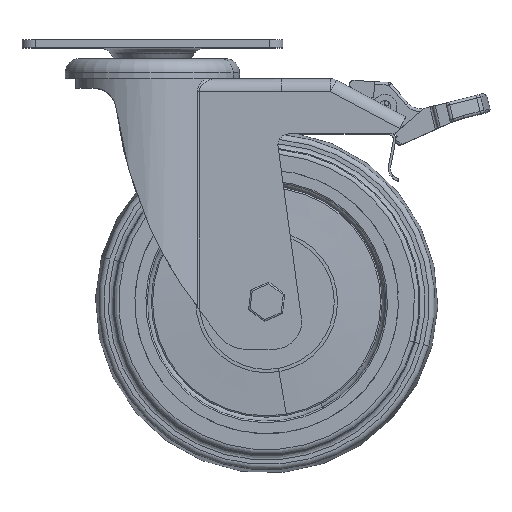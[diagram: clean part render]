
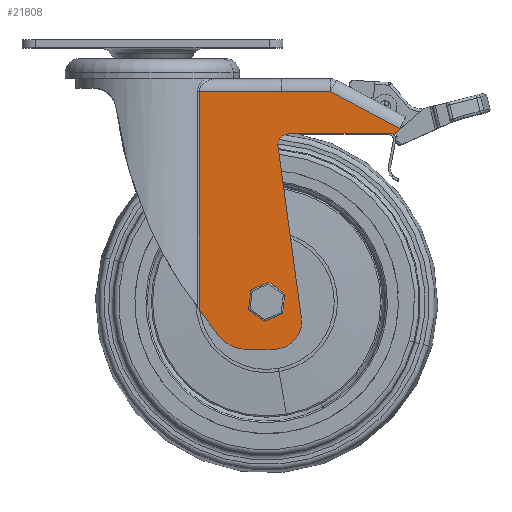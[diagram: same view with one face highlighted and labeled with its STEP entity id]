
A CAD part, top view. The second image highlights one B-rep face of the part: STEP entity #21808.
In plain terms, the highlighted planar face has unit normal (0, 0, 1).
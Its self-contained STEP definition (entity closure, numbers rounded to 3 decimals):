
#765 = EDGE_CURVE ( 'NONE', #11455, #20293, #882, .T. ) ;
#882 = LINE ( 'NONE', #16334, #20215 ) ;
#1068 = VERTEX_POINT ( 'NONE', #15285 ) ;
#1069 = LINE ( 'NONE', #18775, #25006 ) ;
#1149 = DIRECTION ( 'NONE',  ( 0., -1., 0. ) ) ;
#1372 = CARTESIAN_POINT ( 'NONE',  ( 41.6, 58.55, 22.5 ) ) ;
#1380 = EDGE_LOOP ( 'NONE', ( #24466, #14942 ) ) ;
#1482 = DIRECTION ( 'NONE',  ( 0.588, -0.809, 0. ) ) ;
#1527 = CARTESIAN_POINT ( 'NONE',  ( 50.478, 119.708, 22.5 ) ) ;
#1697 = EDGE_CURVE ( 'NONE', #6461, #11455, #28674, .T. ) ;
#2495 = DIRECTION ( 'NONE',  ( 1., 0., 0. ) ) ;
#2785 = LINE ( 'NONE', #9190, #11934 ) ;
#2853 = VERTEX_POINT ( 'NONE', #16465 ) ;
#3121 = EDGE_CURVE ( 'NONE', #21880, #9499, #22848, .T. ) ;
#3445 = VERTEX_POINT ( 'NONE', #20534 ) ;
#3802 = CARTESIAN_POINT ( 'NONE',  ( -29.929, 124.437, 22.5 ) ) ;
#4649 = ORIENTED_EDGE ( 'NONE', *, *, #19260, .T. ) ;
#4761 = EDGE_CURVE ( 'NONE', #2853, #1068, #27814, .T. ) ;
#4901 = VECTOR ( 'NONE', #7582, 1000. ) ;
#5066 = CARTESIAN_POINT ( 'NONE',  ( 64.865, 139.026, 22.5 ) ) ;
#5552 = DIRECTION ( 'NONE',  ( 0., -1., 0. ) ) ;
#5767 = DIRECTION ( 'NONE',  ( 0., -1., 0. ) ) ;
#5846 = CARTESIAN_POINT ( 'NONE',  ( 16.993, 59.836, 22.5 ) ) ;
#6068 = DIRECTION ( 'NONE',  ( 0., 0., -1. ) ) ;
#6162 = ORIENTED_EDGE ( 'NONE', *, *, #4761, .T. ) ;
#6461 = VERTEX_POINT ( 'NONE', #7817 ) ;
#6602 = PLANE ( 'NONE',  #25182 ) ;
#6739 = CARTESIAN_POINT ( 'NONE',  ( 11.1, 60.286, 22.5 ) ) ;
#7451 = CARTESIAN_POINT ( 'NONE',  ( 41.6, 62.5, 22.5 ) ) ;
#7582 = DIRECTION ( 'NONE',  ( 1., 0., 0. ) ) ;
#7630 = CARTESIAN_POINT ( 'NONE',  ( 45.706, 119.651, 22.5 ) ) ;
#7736 = CARTESIAN_POINT ( 'NONE',  ( -29.938, 124.421, 22.5 ) ) ;
#7817 = CARTESIAN_POINT ( 'NONE',  ( 44.326, 45.217, 22.5 ) ) ;
#7854 = VERTEX_POINT ( 'NONE', #22419 ) ;
#7952 = ORIENTED_EDGE ( 'NONE', *, *, #1697, .T. ) ;
#8120 = CARTESIAN_POINT ( 'NONE',  ( 16.993, 139.026, 22.5 ) ) ;
#8138 = CARTESIAN_POINT ( 'NONE',  ( 16.993, 60.286, 22.5 ) ) ;
#8488 = DIRECTION ( 'NONE',  ( 0., -1., 0. ) ) ;
#8957 = VECTOR ( 'NONE', #12880, 1000. ) ;
#9190 = CARTESIAN_POINT ( 'NONE',  ( 11.1, 139.026, 22.5 ) ) ;
#9462 = DIRECTION ( 'NONE',  ( 0., -1., 0. ) ) ;
#9499 = VERTEX_POINT ( 'NONE', #15097 ) ;
#9720 = DIRECTION ( 'NONE',  ( 0., 0., 1. ) ) ;
#9865 = ORIENTED_EDGE ( 'NONE', *, *, #765, .T. ) ;
#10024 = VERTEX_POINT ( 'NONE', #5066 ) ;
#10044 = LINE ( 'NONE', #8138, #11469 ) ;
#10101 = EDGE_CURVE ( 'NONE', #25872, #28032, #10386, .T. ) ;
#10117 = ORIENTED_EDGE ( 'NONE', *, *, #17365, .T. ) ;
#10386 = CIRCLE ( 'NONE', #20238, 3.95 ) ;
#10433 = DIRECTION ( 'NONE',  ( 0., 0., -1. ) ) ;
#10571 = CIRCLE ( 'NONE', #14314, 4. ) ;
#10799 = CIRCLE ( 'NONE', #25335, 3.953 ) ;
#10956 = FACE_OUTER_BOUND ( 'NONE', #15982, .T. ) ;
#11057 = CARTESIAN_POINT ( 'NONE',  ( 44.326, 55.217, 22.5 ) ) ;
#11105 = VERTEX_POINT ( 'NONE', #8120 ) ;
#11278 = CARTESIAN_POINT ( 'NONE',  ( 11.1, 139.026, 22.5 ) ) ;
#11414 = CARTESIAN_POINT ( 'NONE',  ( 54.218, 56.68, 22.5 ) ) ;
#11455 = VERTEX_POINT ( 'NONE', #11414 ) ;
#11469 = VECTOR ( 'NONE', #1149, 1000. ) ;
#11934 = VECTOR ( 'NONE', #2495, 1000. ) ;
#12327 = VERTEX_POINT ( 'NONE', #23122 ) ;
#12527 = AXIS2_PLACEMENT_3D ( 'NONE', #19921, #24605, #28884 ) ;
#12880 = DIRECTION ( 'NONE',  ( -1., 0., 0. ) ) ;
#12923 = ORIENTED_EDGE ( 'NONE', *, *, #19747, .T. ) ;
#13530 = ORIENTED_EDGE ( 'NONE', *, *, #21151, .T. ) ;
#14314 = AXIS2_PLACEMENT_3D ( 'NONE', #27916, #9720, #5767 ) ;
#14370 = EDGE_CURVE ( 'NONE', #7854, #6461, #1069, .T. ) ;
#14688 = CARTESIAN_POINT ( 'NONE',  ( 0., 123.651, 22.5 ) ) ;
#14942 = ORIENTED_EDGE ( 'NONE', *, *, #10101, .F. ) ;
#15076 = CARTESIAN_POINT ( 'NONE',  ( 47., 139.026, 22.5 ) ) ;
#15097 = CARTESIAN_POINT ( 'NONE',  ( 34.236, 45.217, 22.5 ) ) ;
#15285 = CARTESIAN_POINT ( 'NONE',  ( 86.547, 123.651, 22.5 ) ) ;
#15741 = EDGE_CURVE ( 'NONE', #11105, #24486, #10044, .T. ) ;
#15982 = EDGE_LOOP ( 'NONE', ( #4649, #13530, #19137, #24792, #26188, #10117, #12923, #18511, #23312, #19261, #7952, #9865, #27164, #18516, #6162 ) ) ;
#16334 = CARTESIAN_POINT ( 'NONE',  ( 41.308, 151.783, 22.5 ) ) ;
#16465 = CARTESIAN_POINT ( 'NONE',  ( 49.706, 123.651, 22.5 ) ) ;
#17365 = EDGE_CURVE ( 'NONE', #24486, #12327, #27832, .T. ) ;
#17423 = LINE ( 'NONE', #11278, #8957 ) ;
#17704 = FACE_BOUND ( 'NONE', #1380, .T. ) ;
#17953 = DIRECTION ( 'NONE',  ( 0., 0., 1. ) ) ;
#18093 = DIRECTION ( 'NONE',  ( 0., 0., 1. ) ) ;
#18109 = CARTESIAN_POINT ( 'NONE',  ( 34.236, 58.214, 22.5 ) ) ;
#18399 = VECTOR ( 'NONE', #20928, 1000. ) ;
#18511 = ORIENTED_EDGE ( 'NONE', *, *, #3121, .T. ) ;
#18516 = ORIENTED_EDGE ( 'NONE', *, *, #27617, .T. ) ;
#18520 = EDGE_CURVE ( 'NONE', #11105, #20163, #2785, .T. ) ;
#18635 = AXIS2_PLACEMENT_3D ( 'NONE', #22171, #28654, #20003 ) ;
#18775 = CARTESIAN_POINT ( 'NONE',  ( 0., 45.217, 22.5 ) ) ;
#18884 = EDGE_CURVE ( 'NONE', #9499, #7854, #20387, .T. ) ;
#18971 = CARTESIAN_POINT ( 'NONE',  ( 41.6, 66.45, 22.5 ) ) ;
#19137 = ORIENTED_EDGE ( 'NONE', *, *, #28923, .T. ) ;
#19260 = EDGE_CURVE ( 'NONE', #1068, #3445, #10571, .T. ) ;
#19261 = ORIENTED_EDGE ( 'NONE', *, *, #14370, .T. ) ;
#19322 = AXIS2_PLACEMENT_3D ( 'NONE', #11057, #18093, #22356 ) ;
#19747 = EDGE_CURVE ( 'NONE', #12327, #21880, #21536, .T. ) ;
#19921 = CARTESIAN_POINT ( 'NONE',  ( 41.6, 62.5, 22.5 ) ) ;
#19973 = DIRECTION ( 'NONE',  ( 0., -1., 0. ) ) ;
#20003 = DIRECTION ( 'NONE',  ( 0., -1., 0. ) ) ;
#20163 = VERTEX_POINT ( 'NONE', #15076 ) ;
#20215 = VECTOR ( 'NONE', #23081, 1000. ) ;
#20238 = AXIS2_PLACEMENT_3D ( 'NONE', #7451, #27829, #5552 ) ;
#20268 = VERTEX_POINT ( 'NONE', #7630 ) ;
#20293 = VERTEX_POINT ( 'NONE', #26055 ) ;
#20387 = CIRCLE ( 'NONE', #26001, 12.997 ) ;
#20492 = CIRCLE ( 'NONE', #25671, 4.771 ) ;
#20534 = CARTESIAN_POINT ( 'NONE',  ( 90.004, 125.639, 22.5 ) ) ;
#20661 = DIRECTION ( 'NONE',  ( 1., 0., 0. ) ) ;
#20928 = DIRECTION ( 'NONE',  ( 0.588, -0.809, 0. ) ) ;
#21151 = EDGE_CURVE ( 'NONE', #3445, #10024, #24598, .T. ) ;
#21350 = VECTOR ( 'NONE', #28878, 1000. ) ;
#21536 = LINE ( 'NONE', #3802, #26942 ) ;
#21808 = ADVANCED_FACE ( 'NONE', ( #17704, #10956 ), #6602, .T. ) ;
#21823 = EDGE_CURVE ( 'NONE', #28032, #25872, #23285, .T. ) ;
#21880 = VERTEX_POINT ( 'NONE', #22846 ) ;
#22171 = CARTESIAN_POINT ( 'NONE',  ( 34.236, 58.214, 22.5 ) ) ;
#22356 = DIRECTION ( 'NONE',  ( 0., -1., 0. ) ) ;
#22419 = CARTESIAN_POINT ( 'NONE',  ( 34.237, 45.217, 22.5 ) ) ;
#22846 = CARTESIAN_POINT ( 'NONE',  ( 23.72, 50.576, 22.5 ) ) ;
#22848 = CIRCLE ( 'NONE', #18635, 12.997 ) ;
#23081 = DIRECTION ( 'NONE',  ( -0.135, 0.991, 0. ) ) ;
#23122 = CARTESIAN_POINT ( 'NONE',  ( 20.11, 55.546, 22.5 ) ) ;
#23285 = CIRCLE ( 'NONE', #12527, 3.95 ) ;
#23312 = ORIENTED_EDGE ( 'NONE', *, *, #18884, .T. ) ;
#23494 = DIRECTION ( 'NONE',  ( 0., -1., 0. ) ) ;
#24458 = CARTESIAN_POINT ( 'NONE',  ( 55.644, 143.936, 22.5 ) ) ;
#24466 = ORIENTED_EDGE ( 'NONE', *, *, #21823, .F. ) ;
#24486 = VERTEX_POINT ( 'NONE', #5846 ) ;
#24598 = LINE ( 'NONE', #24458, #21350 ) ;
#24605 = DIRECTION ( 'NONE',  ( 0., 0., 1. ) ) ;
#24792 = ORIENTED_EDGE ( 'NONE', *, *, #18520, .F. ) ;
#25006 = VECTOR ( 'NONE', #20661, 1000. ) ;
#25182 = AXIS2_PLACEMENT_3D ( 'NONE', #6739, #28582, #8488 ) ;
#25249 = EDGE_CURVE ( 'NONE', #20293, #20268, #20492, .T. ) ;
#25335 = AXIS2_PLACEMENT_3D ( 'NONE', #25843, #10433, #23494 ) ;
#25671 = AXIS2_PLACEMENT_3D ( 'NONE', #1527, #6068, #19973 ) ;
#25843 = CARTESIAN_POINT ( 'NONE',  ( 49.659, 119.698, 22.5 ) ) ;
#25872 = VERTEX_POINT ( 'NONE', #18971 ) ;
#26001 = AXIS2_PLACEMENT_3D ( 'NONE', #18109, #17953, #9462 ) ;
#26055 = CARTESIAN_POINT ( 'NONE',  ( 45.749, 119.066, 22.5 ) ) ;
#26188 = ORIENTED_EDGE ( 'NONE', *, *, #15741, .T. ) ;
#26942 = VECTOR ( 'NONE', #1482, 1000. ) ;
#27164 = ORIENTED_EDGE ( 'NONE', *, *, #25249, .T. ) ;
#27617 = EDGE_CURVE ( 'NONE', #20268, #2853, #10799, .T. ) ;
#27814 = LINE ( 'NONE', #14688, #4901 ) ;
#27829 = DIRECTION ( 'NONE',  ( 0., 0., 1. ) ) ;
#27832 = LINE ( 'NONE', #7736, #18399 ) ;
#27916 = CARTESIAN_POINT ( 'NONE',  ( 86.547, 127.651, 22.5 ) ) ;
#28032 = VERTEX_POINT ( 'NONE', #1372 ) ;
#28582 = DIRECTION ( 'NONE',  ( 0., 0., 1. ) ) ;
#28654 = DIRECTION ( 'NONE',  ( 0., 0., 1. ) ) ;
#28674 = CIRCLE ( 'NONE', #19322, 10. ) ;
#28878 = DIRECTION ( 'NONE',  ( -0.883, 0.47, 0. ) ) ;
#28884 = DIRECTION ( 'NONE',  ( 0., -1., 0. ) ) ;
#28923 = EDGE_CURVE ( 'NONE', #10024, #20163, #17423, .T. ) ;
